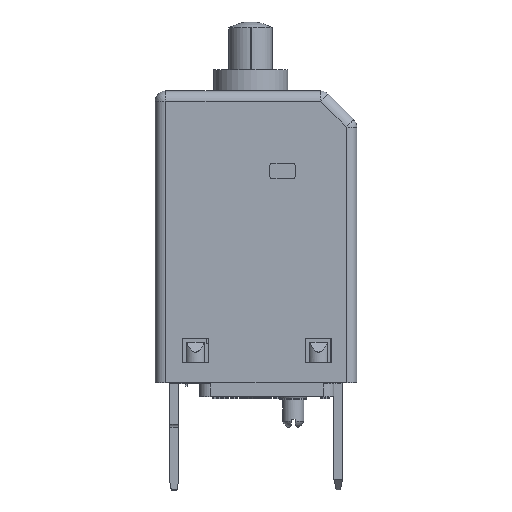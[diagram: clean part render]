
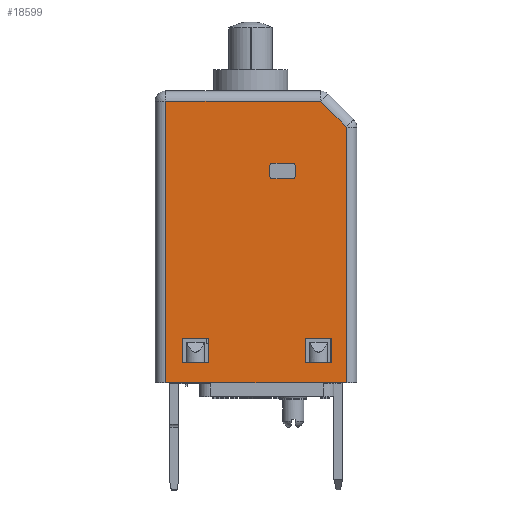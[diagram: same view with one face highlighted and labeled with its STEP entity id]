
A CAD part, top view. The second image highlights one B-rep face of the part: STEP entity #18599.
In plain terms, the highlighted planar face has unit normal (0, 0, 1).
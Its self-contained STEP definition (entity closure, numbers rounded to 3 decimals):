
#6093=DIRECTION('',(1.,0.,0.));
#6094=VECTOR('',#6093,2.5);
#6095=CARTESIAN_POINT('',(-6.45,2.87,5.5));
#6096=LINE('',#6095,#6094);
#6097=DIRECTION('',(0.,1.,0.));
#6098=VECTOR('',#6097,2.3);
#6099=CARTESIAN_POINT('',(-3.95,2.87,5.5));
#6100=LINE('',#6099,#6098);
#6101=DIRECTION('',(-1.,0.,0.));
#6102=VECTOR('',#6101,2.5);
#6103=CARTESIAN_POINT('',(-3.95,5.17,5.5));
#6104=LINE('',#6103,#6102);
#6105=DIRECTION('',(0.,-1.,0.));
#6106=VECTOR('',#6105,2.3);
#6107=CARTESIAN_POINT('',(-6.45,5.17,5.5));
#6108=LINE('',#6107,#6106);
#6109=DIRECTION('',(0.,-1.,0.));
#6110=VECTOR('',#6109,2.3);
#6111=CARTESIAN_POINT('',(5.15,5.17,5.5));
#6112=LINE('',#6111,#6110);
#6113=DIRECTION('',(1.,0.,0.));
#6114=VECTOR('',#6113,2.5);
#6115=CARTESIAN_POINT('',(5.15,2.87,5.5));
#6116=LINE('',#6115,#6114);
#6117=DIRECTION('',(0.,1.,0.));
#6118=VECTOR('',#6117,2.3);
#6119=CARTESIAN_POINT('',(7.65,2.87,5.5));
#6120=LINE('',#6119,#6118);
#6121=DIRECTION('',(-1.,0.,0.));
#6122=VECTOR('',#6121,2.5);
#6123=CARTESIAN_POINT('',(7.65,5.17,5.5));
#6124=LINE('',#6123,#6122);
#6125=DIRECTION('',(0.,-1.,0.));
#6126=VECTOR('',#6125,26.5);
#6127=CARTESIAN_POINT('',(-8.,27.5,5.5));
#6128=LINE('',#6127,#6126);
#6129=DIRECTION('',(-1.,0.,0.));
#6130=VECTOR('',#6129,14.586);
#6131=CARTESIAN_POINT('',(6.586,27.5,5.5));
#6132=LINE('',#6131,#6130);
#6133=DIRECTION('',(-0.707,0.707,0.));
#6134=VECTOR('',#6133,3.414);
#6135=CARTESIAN_POINT('',(9.,25.086,5.5));
#6136=LINE('',#6135,#6134);
#6137=DIRECTION('',(0.,1.,0.));
#6138=VECTOR('',#6137,24.086);
#6139=CARTESIAN_POINT('',(9.,1.,5.5));
#6140=LINE('',#6139,#6138);
#6141=DIRECTION('',(1.,0.,0.));
#6142=VECTOR('',#6141,17.);
#6143=CARTESIAN_POINT('',(-8.,1.,5.5));
#6144=LINE('',#6143,#6142);
#6145=DIRECTION('',(0.,1.,0.));
#6146=VECTOR('',#6145,0.9);
#6147=CARTESIAN_POINT('',(4.2,20.5,5.5));
#6148=LINE('',#6147,#6146);
#6149=DIRECTION('',(-1.,0.,0.));
#6150=VECTOR('',#6149,1.8);
#6151=CARTESIAN_POINT('',(3.9,21.7,5.5));
#6152=LINE('',#6151,#6150);
#6153=DIRECTION('',(0.,-1.,0.));
#6154=VECTOR('',#6153,0.9);
#6155=CARTESIAN_POINT('',(1.8,21.4,5.5));
#6156=LINE('',#6155,#6154);
#6157=DIRECTION('',(1.,0.,0.));
#6158=VECTOR('',#6157,1.8);
#6159=CARTESIAN_POINT('',(2.1,20.2,5.5));
#6160=LINE('',#6159,#6158);
#6774=CARTESIAN_POINT('',(3.9,21.4,5.5));
#6775=DIRECTION('',(0.,0.,-1.));
#6776=DIRECTION('',(0.,1.,0.));
#6777=AXIS2_PLACEMENT_3D('',#6774,#6775,#6776);
#6815=CARTESIAN_POINT('',(2.1,21.4,5.5));
#6816=DIRECTION('',(0.,0.,-1.));
#6817=DIRECTION('',(-1.,0.,0.));
#6818=AXIS2_PLACEMENT_3D('',#6815,#6816,#6817);
#6828=CARTESIAN_POINT('',(2.1,20.5,5.5));
#6829=DIRECTION('',(0.,0.,-1.));
#6830=DIRECTION('',(0.,-1.,0.));
#6831=AXIS2_PLACEMENT_3D('',#6828,#6829,#6830);
#6841=CARTESIAN_POINT('',(3.9,20.5,5.5));
#6842=DIRECTION('',(0.,0.,-1.));
#6843=DIRECTION('',(1.,0.,0.));
#6844=AXIS2_PLACEMENT_3D('',#6841,#6842,#6843);
#7504=CARTESIAN_POINT('',(-6.45,2.87,5.5));
#7505=CARTESIAN_POINT('',(-3.95,2.87,5.5));
#7506=VERTEX_POINT('',#7504);
#7507=VERTEX_POINT('',#7505);
#7508=CARTESIAN_POINT('',(-3.95,5.17,5.5));
#7509=VERTEX_POINT('',#7508);
#7510=CARTESIAN_POINT('',(-6.45,5.17,5.5));
#7511=VERTEX_POINT('',#7510);
#7512=CARTESIAN_POINT('',(5.15,5.17,5.5));
#7513=CARTESIAN_POINT('',(5.15,2.87,5.5));
#7514=VERTEX_POINT('',#7512);
#7515=VERTEX_POINT('',#7513);
#7516=CARTESIAN_POINT('',(7.65,2.87,5.5));
#7517=VERTEX_POINT('',#7516);
#7518=CARTESIAN_POINT('',(7.65,5.17,5.5));
#7519=VERTEX_POINT('',#7518);
#7590=CARTESIAN_POINT('',(-8.,1.,5.5));
#7592=VERTEX_POINT('',#7590);
#7596=CARTESIAN_POINT('',(-8.,27.5,5.5));
#7597=VERTEX_POINT('',#7596);
#7600=CARTESIAN_POINT('',(6.586,27.5,5.5));
#7601=VERTEX_POINT('',#7600);
#7606=CARTESIAN_POINT('',(9.,25.086,5.5));
#7607=VERTEX_POINT('',#7606);
#7613=CARTESIAN_POINT('',(9.,1.,5.5));
#7615=VERTEX_POINT('',#7613);
#7646=CARTESIAN_POINT('',(1.8,21.4,5.5));
#7647=VERTEX_POINT('',#7646);
#7648=CARTESIAN_POINT('',(2.1,21.7,5.5));
#7649=VERTEX_POINT('',#7648);
#7654=CARTESIAN_POINT('',(3.9,21.7,5.5));
#7655=VERTEX_POINT('',#7654);
#7656=CARTESIAN_POINT('',(4.2,21.4,5.5));
#7657=VERTEX_POINT('',#7656);
#7662=CARTESIAN_POINT('',(2.1,20.2,5.5));
#7663=VERTEX_POINT('',#7662);
#7664=CARTESIAN_POINT('',(1.8,20.5,5.5));
#7665=VERTEX_POINT('',#7664);
#7670=CARTESIAN_POINT('',(4.2,20.5,5.5));
#7671=VERTEX_POINT('',#7670);
#7672=CARTESIAN_POINT('',(3.9,20.2,5.5));
#7673=VERTEX_POINT('',#7672);
#18549=CARTESIAN_POINT('',(0.,1.,5.5));
#18550=DIRECTION('',(0.,0.,1.));
#18551=DIRECTION('',(1.,0.,0.));
#18552=AXIS2_PLACEMENT_3D('',#18549,#18550,#18551);
#18553=PLANE('',#18552);
#18554=ORIENTED_EDGE('',*,*,#16333,.F.);
#18556=ORIENTED_EDGE('',*,*,#18555,.F.);
#18558=ORIENTED_EDGE('',*,*,#18557,.F.);
#18560=ORIENTED_EDGE('',*,*,#18559,.F.);
#18561=ORIENTED_EDGE('',*,*,#16134,.F.);
#18562=EDGE_LOOP('',(#18554,#18556,#18558,#18560,#18561));
#18563=FACE_OUTER_BOUND('',#18562,.F.);
#18565=ORIENTED_EDGE('',*,*,#18564,.T.);
#18567=ORIENTED_EDGE('',*,*,#18566,.T.);
#18569=ORIENTED_EDGE('',*,*,#18568,.T.);
#18571=ORIENTED_EDGE('',*,*,#18570,.T.);
#18572=EDGE_LOOP('',(#18565,#18567,#18569,#18571));
#18573=FACE_BOUND('',#18572,.F.);
#18574=ORIENTED_EDGE('',*,*,#16469,.T.);
#18575=ORIENTED_EDGE('',*,*,#18515,.T.);
#18576=ORIENTED_EDGE('',*,*,#18451,.T.);
#18578=ORIENTED_EDGE('',*,*,#18577,.T.);
#18579=EDGE_LOOP('',(#18574,#18575,#18576,#18578));
#18580=FACE_BOUND('',#18579,.F.);
#18582=ORIENTED_EDGE('',*,*,#18581,.T.);
#18584=ORIENTED_EDGE('',*,*,#18583,.F.);
#18586=ORIENTED_EDGE('',*,*,#18585,.T.);
#18588=ORIENTED_EDGE('',*,*,#18587,.F.);
#18590=ORIENTED_EDGE('',*,*,#18589,.T.);
#18592=ORIENTED_EDGE('',*,*,#18591,.F.);
#18594=ORIENTED_EDGE('',*,*,#18593,.T.);
#18596=ORIENTED_EDGE('',*,*,#18595,.F.);
#18597=EDGE_LOOP('',(#18582,#18584,#18586,#18588,#18590,#18592,#18594,#18596));
#18598=FACE_BOUND('',#18597,.F.);
#6778=CIRCLE('',#6777,0.3);
#6819=CIRCLE('',#6818,0.3);
#6832=CIRCLE('',#6831,0.3);
#6845=CIRCLE('',#6844,0.3);
#16134=EDGE_CURVE('',#7592,#7615,#6144,.T.);
#16333=EDGE_CURVE('',#7597,#7592,#6128,.T.);
#16469=EDGE_CURVE('',#7506,#7507,#6096,.T.);
#18451=EDGE_CURVE('',#7509,#7511,#6104,.T.);
#18515=EDGE_CURVE('',#7507,#7509,#6100,.T.);
#18555=EDGE_CURVE('',#7601,#7597,#6132,.T.);
#18557=EDGE_CURVE('',#7607,#7601,#6136,.T.);
#18559=EDGE_CURVE('',#7615,#7607,#6140,.T.);
#18564=EDGE_CURVE('',#7514,#7515,#6112,.T.);
#18566=EDGE_CURVE('',#7515,#7517,#6116,.T.);
#18568=EDGE_CURVE('',#7517,#7519,#6120,.T.);
#18570=EDGE_CURVE('',#7519,#7514,#6124,.T.);
#18577=EDGE_CURVE('',#7511,#7506,#6108,.T.);
#18581=EDGE_CURVE('',#7671,#7657,#6148,.T.);
#18583=EDGE_CURVE('',#7655,#7657,#6778,.T.);
#18585=EDGE_CURVE('',#7655,#7649,#6152,.T.);
#18587=EDGE_CURVE('',#7647,#7649,#6819,.T.);
#18589=EDGE_CURVE('',#7647,#7665,#6156,.T.);
#18591=EDGE_CURVE('',#7663,#7665,#6832,.T.);
#18593=EDGE_CURVE('',#7663,#7673,#6160,.T.);
#18595=EDGE_CURVE('',#7671,#7673,#6845,.T.);
#18599=ADVANCED_FACE('',(#18563,#18573,#18580,#18598),#18553,.T.);
